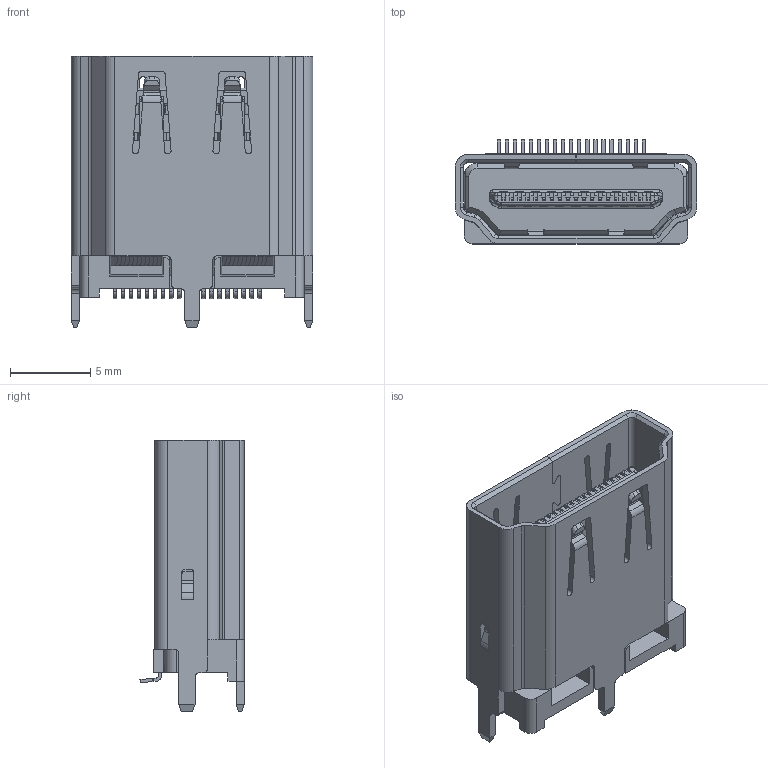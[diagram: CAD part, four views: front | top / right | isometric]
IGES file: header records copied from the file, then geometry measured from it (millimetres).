
Global section: file name: A111947-F_3d.igs; native system: NX V8.5; preprocessor: SIEMENS PLM Software NX 8.5; date: 20171110.141321; units: millimetre
Bounding box: 15 x 6.47 x 16.9 mm (x, y, z)
Surface area: 2336.9 mm2 (no closed solid volume)
Topology: 0 solids, 0 shells, 3924 faces, 23760 edges, 23754 vertices
Faces by surface type: bspline 3924
